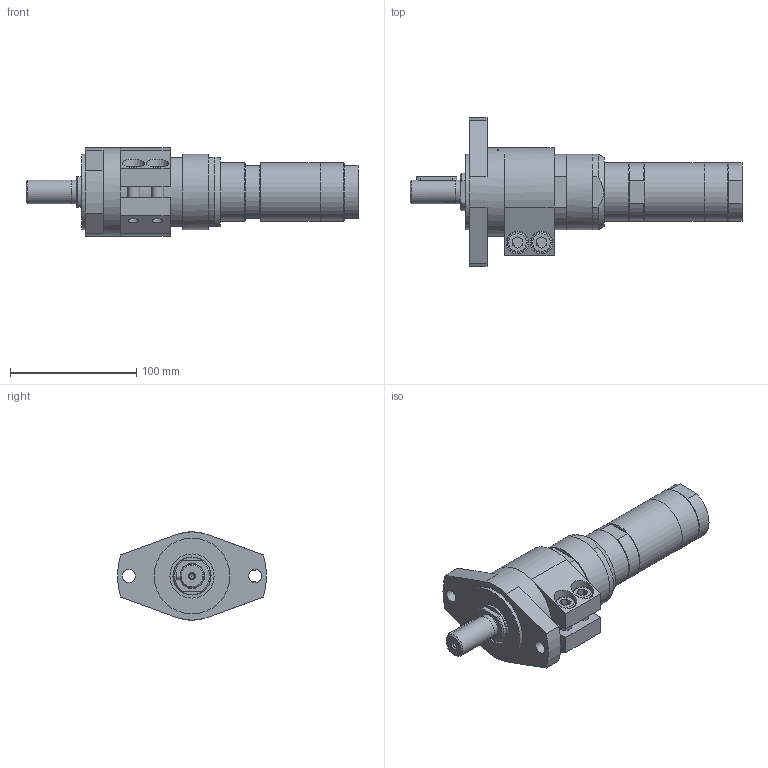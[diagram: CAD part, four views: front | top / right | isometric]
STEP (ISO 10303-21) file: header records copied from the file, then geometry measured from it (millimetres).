
FILE_DESCRIPTION(/* description */ (''),/* implementation_level */ '2;1');
FILE_NAME(/* name */ 'MUD 62-50 F100_60031427.stp',/* time_stamp */ '2018-12-11T16:47:12+01:00',/* author */ ('flambert'),/* organization */ (''),/* preprocessor_version */ 'ST-DEVELOPER v17',/* originating_system */ 'Autodesk Inventor 2018',/* authorisation */ '');
FILE_SCHEMA (('AUTOMOTIVE_DESIGN { 1 0 10303 214 3 1 1 }'));
Length unit declared in the file: millimetre
Products named in the file (1): MUD 62-50 F100_60031427
Bounding box: 263 x 118 x 70 mm (x, y, z)
Volume: 619172.8 mm3; surface area: 76903 mm2
Topology: 1 solids, 5 shells, 282 faces, 757 edges, 510 vertices
Faces by surface type: plane 158, cylinder 66, cone 39, torus 10, bspline 7, sphere 2
Full cylindrical faces by diameter (mm): 1.55 x2, 3.6 x1, 4 x1, 4.134 x1, 5 x1, 5.5 x1, 8.376 x2, 10 x2, 10.3 x2, 10.5 x2, 11.445 x2, 16 x2, 18 x2, 18.631 x1, 18.8 x1, 19 x1, 29.95 x1, 35 x1, 36.5 x1, 40 x3, 46 x3, 46.5 x1, 55.178 x1, 60 x2, 70 x1
Entity records: 9470 total; most frequent: CARTESIAN_POINT 1834, DIRECTION 1551, ORIENTED_EDGE 1508, EDGE_CURVE 754, AXIS2_PLACEMENT_3D 587, VERTEX_POINT 510, LINE 377, VECTOR 377
